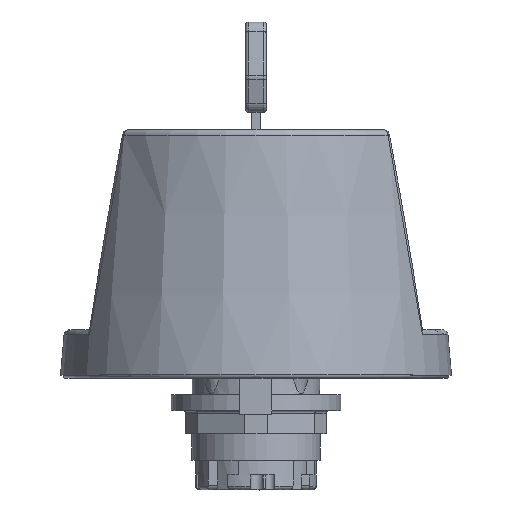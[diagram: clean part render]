
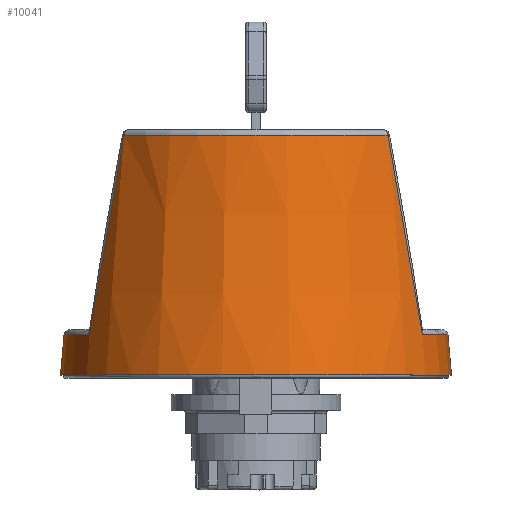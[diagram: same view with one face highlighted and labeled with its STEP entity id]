
A CAD part, top view. The second image highlights one B-rep face of the part: STEP entity #10041.
In plain terms, the highlighted conical face has half-angle 5 degrees and reference radius 31.663 mm.
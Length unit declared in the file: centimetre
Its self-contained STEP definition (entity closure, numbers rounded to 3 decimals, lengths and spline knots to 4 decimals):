
#221=B_SPLINE_CURVE_WITH_KNOTS('',3,(#16916,#16917,#16918,#16919),
 .UNSPECIFIED.,.F.,.F.,(4,4),(-3.677,-0.1955),
 .UNSPECIFIED.);
#222=B_SPLINE_CURVE_WITH_KNOTS('',3,(#16923,#16924,#16925,#16926),
 .UNSPECIFIED.,.F.,.F.,(4,4),(-4.2818,-0.8003),
 .UNSPECIFIED.);
#223=B_SPLINE_CURVE_WITH_KNOTS('',3,(#16930,#16931,#16932,#16933),
 .UNSPECIFIED.,.F.,.F.,(4,4),(-3.677,-0.1955),
 .UNSPECIFIED.);
#224=B_SPLINE_CURVE_WITH_KNOTS('',3,(#16937,#16938,#16939,#16940),
 .UNSPECIFIED.,.F.,.F.,(4,4),(-4.2818,-0.8003),
 .UNSPECIFIED.);
#314=FACE_BOUND('',#3299,.T.);
#2688=FACE_OUTER_BOUND('',#3298,.T.);
#3298=EDGE_LOOP('',(#8135));
#3299=EDGE_LOOP('',(#8136,#8137,#8138,#8139,#8140,#8141,#8142,#8143));
#3920=CIRCLE('',#10862,3.35);
#3953=CIRCLE('',#10934,3.2897);
#3954=CIRCLE('',#10935,2.9905);
#3955=CIRCLE('',#10936,3.2897);
#3956=CIRCLE('',#10937,2.9905);
#4649=VERTEX_POINT('',#16442);
#4782=VERTEX_POINT('',#16914);
#4783=VERTEX_POINT('',#16915);
#4784=VERTEX_POINT('',#16920);
#4785=VERTEX_POINT('',#16922);
#4786=VERTEX_POINT('',#16927);
#4787=VERTEX_POINT('',#16929);
#4788=VERTEX_POINT('',#16934);
#4789=VERTEX_POINT('',#16936);
#5852=EDGE_CURVE('',#4649,#4649,#3920,.T.);
#5999=EDGE_CURVE('',#4782,#4783,#221,.T.);
#6000=EDGE_CURVE('',#4784,#4782,#3953,.T.);
#6001=EDGE_CURVE('',#4785,#4784,#222,.T.);
#6002=EDGE_CURVE('',#4786,#4785,#3954,.T.);
#6003=EDGE_CURVE('',#4787,#4786,#223,.T.);
#6004=EDGE_CURVE('',#4788,#4787,#3955,.T.);
#6005=EDGE_CURVE('',#4789,#4788,#224,.T.);
#6006=EDGE_CURVE('',#4783,#4789,#3956,.T.);
#8135=ORIENTED_EDGE('',*,*,#5852,.F.);
#8136=ORIENTED_EDGE('',*,*,#5999,.F.);
#8137=ORIENTED_EDGE('',*,*,#6000,.F.);
#8138=ORIENTED_EDGE('',*,*,#6001,.F.);
#8139=ORIENTED_EDGE('',*,*,#6002,.F.);
#8140=ORIENTED_EDGE('',*,*,#6003,.F.);
#8141=ORIENTED_EDGE('',*,*,#6004,.F.);
#8142=ORIENTED_EDGE('',*,*,#6005,.F.);
#8143=ORIENTED_EDGE('',*,*,#6006,.F.);
#9746=CONICAL_SURFACE('',#10933,3.1663,5.);
#10041=ADVANCED_FACE('',(#2688,#314),#9746,.T.);
#10862=AXIS2_PLACEMENT_3D('',#16443,#12869,#12870);
#10933=AXIS2_PLACEMENT_3D('',#16913,#13093,#13094);
#10934=AXIS2_PLACEMENT_3D('',#16921,#13095,#13096);
#10935=AXIS2_PLACEMENT_3D('',#16928,#13097,#13098);
#10936=AXIS2_PLACEMENT_3D('',#16935,#13099,#13100);
#10937=AXIS2_PLACEMENT_3D('',#16941,#13101,#13102);
#12869=DIRECTION('center_axis',(0.,-1.,0.));
#12870=DIRECTION('ref_axis',(-1.,0.,0.));
#13093=DIRECTION('center_axis',(0.,-1.,0.));
#13094=DIRECTION('ref_axis',(-1.,0.,0.));
#13095=DIRECTION('center_axis',(0.,1.,0.));
#13096=DIRECTION('ref_axis',(1.,0.,0.));
#13097=DIRECTION('center_axis',(0.,1.,0.));
#13098=DIRECTION('ref_axis',(0.,0.,
1.));
#13099=DIRECTION('center_axis',(0.,1.,0.));
#13100=DIRECTION('ref_axis',(-1.,0.,0.));
#13101=DIRECTION('center_axis',(0.,1.,0.));
#13102=DIRECTION('ref_axis',(0.,0.,
-1.));
#16442=CARTESIAN_POINT('',(-2.6519,-0.8338,3.5133));
#16443=CARTESIAN_POINT('Origin',(0.6981,-0.8338,3.5133));
#16913=CARTESIAN_POINT('Origin',(0.6981,1.2662,3.5133));
#16914=CARTESIAN_POINT('',(3.5492,-0.1451,1.872));
#16915=CARTESIAN_POINT('',(2.9603,3.2749,1.5573));
#16916=CARTESIAN_POINT('Ctrl Pts',(3.5492,-0.1451,
1.872));
#16917=CARTESIAN_POINT('Ctrl Pts',(3.3735,0.9981,1.7673));
#16918=CARTESIAN_POINT('Ctrl Pts',(3.1824,2.1393,1.6623));
#16919=CARTESIAN_POINT('Ctrl Pts',(2.9603,3.2749,1.5573));
#16920=CARTESIAN_POINT('',(3.5492,-0.1451,5.1546));
#16921=CARTESIAN_POINT('Origin',(0.6981,-0.1451,3.5133));
#16922=CARTESIAN_POINT('',(2.9603,3.2749,5.4693));
#16923=CARTESIAN_POINT('Ctrl Pts',(2.9603,3.2749,5.4693));
#16924=CARTESIAN_POINT('Ctrl Pts',(3.1824,2.1393,5.3643));
#16925=CARTESIAN_POINT('Ctrl Pts',(3.3735,0.9981,5.2593));
#16926=CARTESIAN_POINT('Ctrl Pts',(3.5492,-0.1451,
5.1546));
#16927=CARTESIAN_POINT('',(-1.564,3.2749,5.4693));
#16928=CARTESIAN_POINT('Origin',(0.6981,3.2749,3.5133));
#16929=CARTESIAN_POINT('',(-2.1529,-0.1451,5.1546));
#16930=CARTESIAN_POINT('Ctrl Pts',(-2.1529,-0.1451,
5.1546));
#16931=CARTESIAN_POINT('Ctrl Pts',(-1.9772,0.9981,5.2593));
#16932=CARTESIAN_POINT('Ctrl Pts',(-1.7862,2.1393,5.3643));
#16933=CARTESIAN_POINT('Ctrl Pts',(-1.564,3.2749,5.4693));
#16934=CARTESIAN_POINT('',(-2.1529,-0.1451,1.872));
#16935=CARTESIAN_POINT('Origin',(0.6981,-0.1451,3.5133));
#16936=CARTESIAN_POINT('',(-1.564,3.2749,1.5573));
#16937=CARTESIAN_POINT('Ctrl Pts',(-1.564,3.2749,1.5573));
#16938=CARTESIAN_POINT('Ctrl Pts',(-1.7862,2.1393,1.6623));
#16939=CARTESIAN_POINT('Ctrl Pts',(-1.9772,0.9981,
1.7673));
#16940=CARTESIAN_POINT('Ctrl Pts',(-2.1529,-0.1451,
1.872));
#16941=CARTESIAN_POINT('Origin',(0.6981,3.2749,3.5133));
